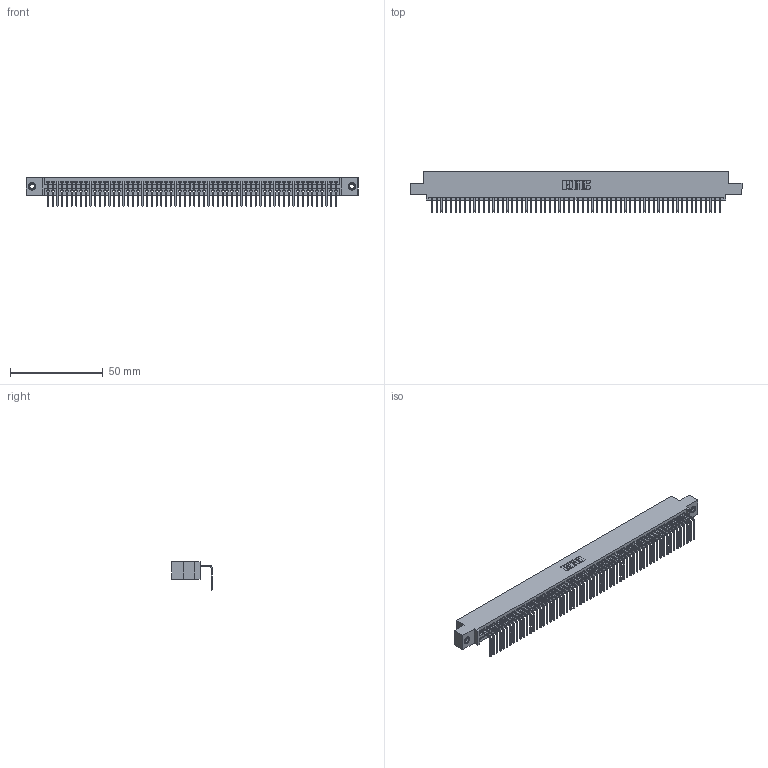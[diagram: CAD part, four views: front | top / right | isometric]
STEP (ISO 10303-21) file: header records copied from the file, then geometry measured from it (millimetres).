
FILE_DESCRIPTION (( 'STEP AP203' ), '1' );
FILE_NAME ('395-062-558-407.STEP', '2019-10-11T17:04:25', ( '' ), ( '' ), 'SwSTEP 2.0', 'SolidWorks 2016', '' );
FILE_SCHEMA (( 'CONFIG_CONTROL_DESIGN' ));
Length unit declared in the file: inch
Products named in the file (4): 345 Part_0.110 Offset - 0.156 Dia-TI; 345-292-001_558 Tail - 2; 345-250-001_345-250-005-103; 395-062-558-407
Assembly tree (65 placements, depth 2):
  395-062-558-407
    345 Part_0.110 Offset - 0.156 Dia-TI
    345-292-001_558 Tail - 2  x62
    345-250-001_345-250-005-103  x2
Bounding box: 178.69 x 21.83 x 15.37 mm (x, y, z)
Volume: 17255.6 mm3; surface area: 24531.2 mm2
Topology: 65 solids, 65 shells, 3910 faces, 11773 edges, 7758 vertices
Faces by surface type: plane 2720, cylinder 1174, cone 12, torus 4
Entity records: 45372 total; most frequent: CARTESIAN_POINT 7841, ORIENTED_EDGE 7830, DIRECTION 6845, EDGE_CURVE 3915, LINE 3515, VECTOR 3515, VERTEX_POINT 2604, AXIS2_PLACEMENT_3D 1665
